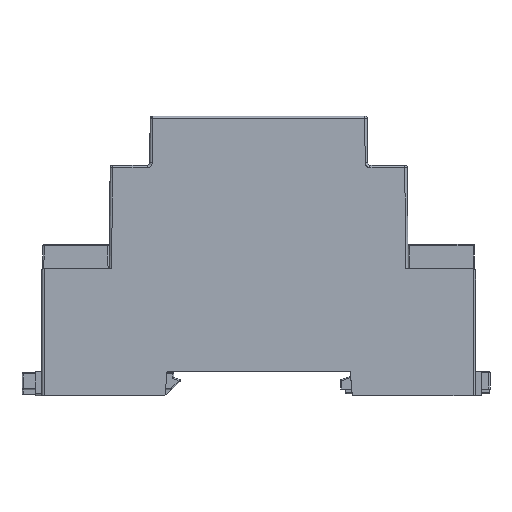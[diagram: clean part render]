
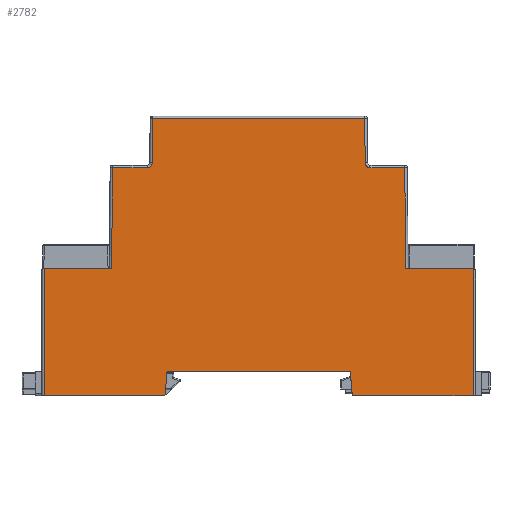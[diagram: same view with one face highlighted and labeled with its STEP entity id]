
A CAD part, front view. The second image highlights one B-rep face of the part: STEP entity #2782.
In plain terms, the highlighted face is planar.
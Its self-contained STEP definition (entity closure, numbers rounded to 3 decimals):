
#892=B_SPLINE_CURVE_WITH_KNOTS('',3,(#36024,#36025,#36026,#36027,#36028,
#36029,#36030,#36031,#36032,#36033,#36034,#36035,#36036,#36037,#36038,#36039,
#36040,#36041),.UNSPECIFIED.,.F.,.F.,(4,1,1,2,2,2,1,1,2,2,4),(0.,0.125,
0.187,0.219,0.25,0.5,
0.625,0.687,0.719,0.75,
1.),.UNSPECIFIED.);
#893=B_SPLINE_CURVE_WITH_KNOTS('',3,(#36049,#36050,#36051,#36052,#36053,
#36054,#36055,#36056,#36057,#36058,#36059,#36060,#36061,#36062,#36063,#36064,
#36065,#36066),.UNSPECIFIED.,.F.,.F.,(4,1,1,2,2,2,1,1,2,2,4),(0.,0.125,
0.188,0.219,0.25,0.5,
0.625,0.688,0.719,0.75,
1.),.UNSPECIFIED.);
#2782=ADVANCED_FACE('',(#4489),#3469,.T.);
#3469=PLANE('',#21807);
#4489=FACE_OUTER_BOUND('',#5659,.T.);
#5659=EDGE_LOOP('',(#10311,#10312,#10313,#10314,#10315,#10316,#10317,#10318,
#10319,#10320,#10321,#10322,#10323,#10324,#10325,#10326,#10327,#10328));
#10311=ORIENTED_EDGE('',*,*,#15878,.T.);
#10312=ORIENTED_EDGE('',*,*,#15787,.T.);
#10313=ORIENTED_EDGE('',*,*,#15879,.T.);
#10314=ORIENTED_EDGE('',*,*,#15880,.T.);
#10315=ORIENTED_EDGE('',*,*,#15881,.T.);
#10316=ORIENTED_EDGE('',*,*,#15882,.T.);
#10317=ORIENTED_EDGE('',*,*,#15883,.T.);
#10318=ORIENTED_EDGE('',*,*,#15884,.T.);
#10319=ORIENTED_EDGE('',*,*,#15885,.T.);
#10320=ORIENTED_EDGE('',*,*,#15886,.T.);
#10321=ORIENTED_EDGE('',*,*,#15887,.T.);
#10322=ORIENTED_EDGE('',*,*,#15888,.T.);
#10323=ORIENTED_EDGE('',*,*,#15889,.T.);
#10324=ORIENTED_EDGE('',*,*,#15890,.T.);
#10325=ORIENTED_EDGE('',*,*,#15891,.T.);
#10326=ORIENTED_EDGE('',*,*,#15892,.T.);
#10327=ORIENTED_EDGE('',*,*,#15893,.T.);
#10328=ORIENTED_EDGE('',*,*,#15894,.T.);
#13214=VERTEX_POINT('',#35802);
#13215=VERTEX_POINT('',#35803);
#13257=VERTEX_POINT('',#35919);
#13262=VERTEX_POINT('',#35935);
#13282=VERTEX_POINT('',#36012);
#13283=VERTEX_POINT('',#36014);
#13284=VERTEX_POINT('',#36016);
#13285=VERTEX_POINT('',#36018);
#13286=VERTEX_POINT('',#36020);
#13287=VERTEX_POINT('',#36023);
#13288=VERTEX_POINT('',#36042);
#13289=VERTEX_POINT('',#36044);
#13290=VERTEX_POINT('',#36046);
#13291=VERTEX_POINT('',#36048);
#13292=VERTEX_POINT('',#36067);
#13293=VERTEX_POINT('',#36070);
#13294=VERTEX_POINT('',#36072);
#13295=VERTEX_POINT('',#36074);
#15787=EDGE_CURVE('',#13214,#13215,#17905,.T.);
#15878=EDGE_CURVE('',#13282,#13214,#17971,.T.);
#15879=EDGE_CURVE('',#13215,#13283,#17972,.T.);
#15880=EDGE_CURVE('',#13283,#13284,#17973,.T.);
#15881=EDGE_CURVE('',#13284,#13285,#17974,.T.);
#15882=EDGE_CURVE('',#13285,#13286,#17975,.T.);
#15883=EDGE_CURVE('',#13286,#13262,#17976,.T.);
#15884=EDGE_CURVE('',#13262,#13287,#17977,.T.);
#15885=EDGE_CURVE('',#13287,#13288,#892,.T.);
#15886=EDGE_CURVE('',#13288,#13289,#17978,.T.);
#15887=EDGE_CURVE('',#13289,#13290,#17979,.T.);
#15888=EDGE_CURVE('',#13290,#13291,#17980,.T.);
#15889=EDGE_CURVE('',#13291,#13292,#893,.T.);
#15890=EDGE_CURVE('',#13292,#13257,#17981,.T.);
#15891=EDGE_CURVE('',#13257,#13293,#17982,.T.);
#15892=EDGE_CURVE('',#13293,#13294,#17983,.T.);
#15893=EDGE_CURVE('',#13294,#13295,#17984,.T.);
#15894=EDGE_CURVE('',#13295,#13282,#17985,.T.);
#17905=LINE('',#35801,#19916);
#17971=LINE('',#36011,#19982);
#17972=LINE('',#36013,#19983);
#17973=LINE('',#36015,#19984);
#17974=LINE('',#36017,#19985);
#17975=LINE('',#36019,#19986);
#17976=LINE('',#36021,#19987);
#17977=LINE('',#36022,#19988);
#17978=LINE('',#36043,#19989);
#17979=LINE('',#36045,#19990);
#17980=LINE('',#36047,#19991);
#17981=LINE('',#36068,#19992);
#17982=LINE('',#36069,#19993);
#17983=LINE('',#36071,#19994);
#17984=LINE('',#36073,#19995);
#17985=LINE('',#36075,#19996);
#19916=VECTOR('',#26012,1.);
#19982=VECTOR('',#26182,1.);
#19983=VECTOR('',#26183,1.);
#19984=VECTOR('',#26184,1.);
#19985=VECTOR('',#26185,1.);
#19986=VECTOR('',#26186,1.);
#19987=VECTOR('',#26187,1.);
#19988=VECTOR('',#26188,1.);
#19989=VECTOR('',#26189,1.);
#19990=VECTOR('',#26190,1.);
#19991=VECTOR('',#26191,1.);
#19992=VECTOR('',#26192,1.);
#19993=VECTOR('',#26193,1.);
#19994=VECTOR('',#26194,1.);
#19995=VECTOR('',#26195,1.);
#19996=VECTOR('',#26196,1.);
#21807=AXIS2_PLACEMENT_3D('',#36076,#26197,#26198);
#26012=DIRECTION('',(0.,0.,-1.));
#26182=DIRECTION('',(-0.009,0.996,-0.087));
#26183=DIRECTION('',(0.009,-0.996,-0.087));
#26184=DIRECTION('',(0.,0.,-1.));
#26185=DIRECTION('',(-0.009,1.,0.));
#26186=DIRECTION('',(0.,0.,1.));
#26187=DIRECTION('',(-0.009,1.,0.009));
#26188=DIRECTION('',(0.,0.,1.));
#26189=DIRECTION('',(-0.009,1.,0.009));
#26190=DIRECTION('',(0.,0.,1.));
#26191=DIRECTION('',(0.009,-1.,0.009));
#26192=DIRECTION('',(0.,0.,1.));
#26193=DIRECTION('',(0.009,-1.,0.009));
#26194=DIRECTION('',(0.,0.,1.));
#26195=DIRECTION('',(0.009,-1.,0.));
#26196=DIRECTION('',(0.,0.,-1.));
#26197=DIRECTION('',(1.,0.009,0.));
#26198=DIRECTION('',(0.009,-1.,0.));
#35801=CARTESIAN_POINT('',(-0.043,5.,-45.));
#35802=CARTESIAN_POINT('',(-0.043,5.,19.));
#35803=CARTESIAN_POINT('',(-0.043,5.,-19.));
#35919=CARTESIAN_POINT('',(-0.413,47.304,30.318));
#35935=CARTESIAN_POINT('',(-0.413,47.304,-30.318));
#36011=CARTESIAN_POINT('',(0.,0.,19.437));
#36012=CARTESIAN_POINT('',(0.,0.,19.437));
#36013=CARTESIAN_POINT('',(-0.043,5.,-19.));
#36014=CARTESIAN_POINT('',(0.,0.,-19.437));
#36015=CARTESIAN_POINT('',(0.,0.,-45.));
#36016=CARTESIAN_POINT('',(0.,0.,-44.5));
#36017=CARTESIAN_POINT('',(-0.23,26.4,-44.5));
#36018=CARTESIAN_POINT('',(-0.23,26.4,-44.5));
#36019=CARTESIAN_POINT('',(-0.23,26.4,-45.));
#36020=CARTESIAN_POINT('',(-0.23,26.4,-30.5));
#36021=CARTESIAN_POINT('',(-0.23,26.4,-30.5));
#36022=CARTESIAN_POINT('',(-0.413,47.304,-45.));
#36023=CARTESIAN_POINT('',(-0.413,47.304,-23.095));
#36024=CARTESIAN_POINT('',(-0.413,47.304,-23.095));
#36025=CARTESIAN_POINT('',(-0.413,47.304,-23.032));
#36026=CARTESIAN_POINT('',(-0.413,47.313,-22.939));
#36027=CARTESIAN_POINT('',(-0.413,47.338,-22.833));
#36028=CARTESIAN_POINT('',(-0.413,47.353,-22.788));
#36029=CARTESIAN_POINT('',(-0.413,47.363,-22.759));
#36030=CARTESIAN_POINT('',(-0.413,47.368,-22.745));
#36031=CARTESIAN_POINT('',(-0.414,47.424,-22.602));
#36032=CARTESIAN_POINT('',(-0.414,47.498,-22.489));
#36033=CARTESIAN_POINT('',(-0.415,47.642,-22.343));
#36034=CARTESIAN_POINT('',(-0.416,47.72,-22.278));
#36035=CARTESIAN_POINT('',(-0.417,47.822,-22.218));
#36036=CARTESIAN_POINT('',(-0.417,47.867,-22.196));
#36037=CARTESIAN_POINT('',(-0.418,47.898,-22.181));
#36038=CARTESIAN_POINT('',(-0.418,47.915,-22.174));
#36039=CARTESIAN_POINT('',(-0.419,48.047,-22.121));
#36040=CARTESIAN_POINT('',(-0.42,48.169,-22.097));
#36041=CARTESIAN_POINT('',(-0.421,48.296,-22.095));
#36042=CARTESIAN_POINT('',(-0.421,48.296,-22.095));
#36043=CARTESIAN_POINT('',(-0.421,48.296,-22.095));
#36044=CARTESIAN_POINT('',(-0.502,57.504,-22.015));
#36045=CARTESIAN_POINT('',(-0.502,57.504,-45.));
#36046=CARTESIAN_POINT('',(-0.502,57.504,22.016));
#36047=CARTESIAN_POINT('',(-0.502,57.504,22.016));
#36048=CARTESIAN_POINT('',(-0.421,48.296,22.096));
#36049=CARTESIAN_POINT('',(-0.421,48.296,22.096));
#36050=CARTESIAN_POINT('',(-0.421,48.232,22.097));
#36051=CARTESIAN_POINT('',(-0.42,48.139,22.106));
#36052=CARTESIAN_POINT('',(-0.419,48.034,22.132));
#36053=CARTESIAN_POINT('',(-0.418,47.989,22.147));
#36054=CARTESIAN_POINT('',(-0.418,47.959,22.157));
#36055=CARTESIAN_POINT('',(-0.418,47.946,22.162));
#36056=CARTESIAN_POINT('',(-0.417,47.803,22.22));
#36057=CARTESIAN_POINT('',(-0.416,47.691,22.295));
#36058=CARTESIAN_POINT('',(-0.415,47.546,22.44));
#36059=CARTESIAN_POINT('',(-0.414,47.482,22.519));
#36060=CARTESIAN_POINT('',(-0.414,47.423,22.621));
#36061=CARTESIAN_POINT('',(-0.413,47.401,22.667));
#36062=CARTESIAN_POINT('',(-0.413,47.387,22.698));
#36063=CARTESIAN_POINT('',(-0.413,47.38,22.715));
#36064=CARTESIAN_POINT('',(-0.413,47.328,22.847));
#36065=CARTESIAN_POINT('',(-0.413,47.304,22.969));
#36066=CARTESIAN_POINT('',(-0.413,47.304,23.096));
#36067=CARTESIAN_POINT('',(-0.413,47.304,23.096));
#36068=CARTESIAN_POINT('',(-0.413,47.304,-45.));
#36069=CARTESIAN_POINT('',(-0.413,47.304,30.318));
#36070=CARTESIAN_POINT('',(-0.23,26.4,30.5));
#36071=CARTESIAN_POINT('',(-0.23,26.4,-45.));
#36072=CARTESIAN_POINT('',(-0.23,26.4,44.5));
#36073=CARTESIAN_POINT('',(-0.23,26.4,44.5));
#36074=CARTESIAN_POINT('',(0.,0.,44.5));
#36075=CARTESIAN_POINT('',(0.,0.,-45.));
#36076=CARTESIAN_POINT('',(-0.23,26.4,-45.));
